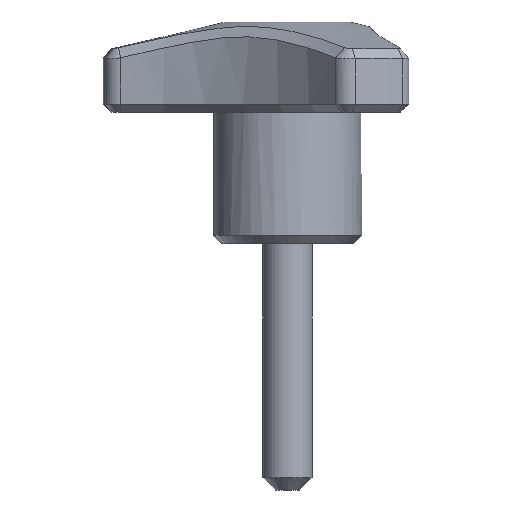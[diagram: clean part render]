
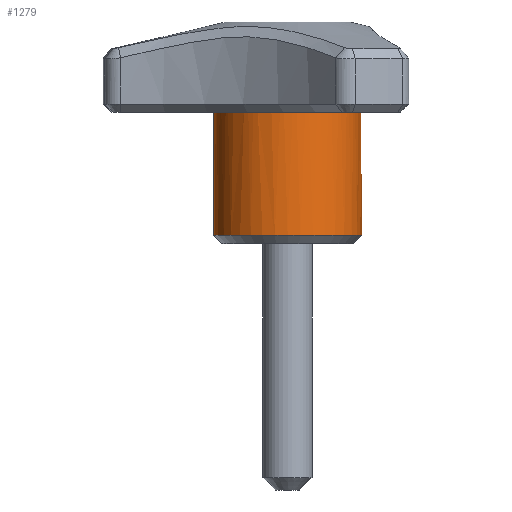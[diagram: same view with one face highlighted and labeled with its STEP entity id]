
A CAD part, left-side view. The second image highlights one B-rep face of the part: STEP entity #1279.
In plain terms, the highlighted cylindrical face has radius 9 mm (diameter 18 mm), a full revolution.
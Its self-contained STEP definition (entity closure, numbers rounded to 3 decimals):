
#83=LINE('',#1796,#119);
#84=LINE('',#1800,#120);
#85=LINE('',#1801,#121);
#86=LINE('',#1805,#122);
#87=LINE('',#1806,#123);
#88=LINE('',#1810,#124);
#119=VECTOR('',#1532,1000.);
#120=VECTOR('',#1535,1000.);
#121=VECTOR('',#1536,1000.);
#122=VECTOR('',#1539,1000.);
#123=VECTOR('',#1540,1000.);
#124=VECTOR('',#1543,1000.);
#153=CYLINDRICAL_SURFACE('',#1374,9.);
#208=ORIENTED_EDGE('',*,*,#466,.T.);
#209=ORIENTED_EDGE('',*,*,#455,.F.);
#210=ORIENTED_EDGE('',*,*,#467,.F.);
#211=ORIENTED_EDGE('',*,*,#468,.T.);
#212=ORIENTED_EDGE('',*,*,#469,.T.);
#213=ORIENTED_EDGE('',*,*,#451,.F.);
#214=ORIENTED_EDGE('',*,*,#470,.F.);
#215=ORIENTED_EDGE('',*,*,#471,.T.);
#216=ORIENTED_EDGE('',*,*,#472,.T.);
#217=ORIENTED_EDGE('',*,*,#447,.F.);
#218=ORIENTED_EDGE('',*,*,#473,.F.);
#219=ORIENTED_EDGE('',*,*,#474,.T.);
#220=ORIENTED_EDGE('',*,*,#475,.T.);
#447=EDGE_CURVE('',#576,#577,#657,.T.);
#451=EDGE_CURVE('',#580,#581,#661,.T.);
#455=EDGE_CURVE('',#584,#585,#665,.T.);
#466=EDGE_CURVE('',#595,#595,#672,.T.);
#467=EDGE_CURVE('',#596,#584,#83,.T.);
#468=EDGE_CURVE('',#596,#597,#673,.T.);
#469=EDGE_CURVE('',#597,#581,#84,.T.);
#470=EDGE_CURVE('',#598,#580,#85,.T.);
#471=EDGE_CURVE('',#598,#599,#674,.T.);
#472=EDGE_CURVE('',#599,#577,#86,.T.);
#473=EDGE_CURVE('',#600,#576,#87,.T.);
#474=EDGE_CURVE('',#600,#601,#675,.T.);
#475=EDGE_CURVE('',#601,#585,#88,.T.);
#576=VERTEX_POINT('',#1753);
#577=VERTEX_POINT('',#1755);
#580=VERTEX_POINT('',#1761);
#581=VERTEX_POINT('',#1763);
#584=VERTEX_POINT('',#1769);
#585=VERTEX_POINT('',#1771);
#595=VERTEX_POINT('',#1795);
#596=VERTEX_POINT('',#1797);
#597=VERTEX_POINT('',#1799);
#598=VERTEX_POINT('',#1802);
#599=VERTEX_POINT('',#1804);
#600=VERTEX_POINT('',#1807);
#601=VERTEX_POINT('',#1809);
#657=CIRCLE('',#1357,9.);
#661=CIRCLE('',#1361,9.);
#665=CIRCLE('',#1365,9.);
#672=CIRCLE('',#1375,9.);
#673=CIRCLE('',#1376,9.);
#674=CIRCLE('',#1377,9.);
#675=CIRCLE('',#1378,9.);
#711=EDGE_LOOP('',(#208));
#712=EDGE_LOOP('',(#209,#210,#211,#212,#213,#214,#215,#216,#217,#218,#219,
#220));
#781=FACE_BOUND('',#711,.T.);
#782=FACE_BOUND('',#712,.T.);
#1279=ADVANCED_FACE('',(#781,#782),#153,.T.);
#1357=AXIS2_PLACEMENT_3D('',#1754,#1490,#1491);
#1361=AXIS2_PLACEMENT_3D('',#1762,#1498,#1499);
#1365=AXIS2_PLACEMENT_3D('',#1770,#1506,#1507);
#1374=AXIS2_PLACEMENT_3D('',#1793,#1528,#1529);
#1375=AXIS2_PLACEMENT_3D('',#1794,#1530,#1531);
#1376=AXIS2_PLACEMENT_3D('',#1798,#1533,#1534);
#1377=AXIS2_PLACEMENT_3D('',#1803,#1537,#1538);
#1378=AXIS2_PLACEMENT_3D('',#1808,#1541,#1542);
#1490=DIRECTION('',(0.,0.,1.));
#1491=DIRECTION('',(1.,0.,0.));
#1498=DIRECTION('',(0.,0.,1.));
#1499=DIRECTION('',(1.,0.,0.));
#1506=DIRECTION('',(0.,0.,1.));
#1507=DIRECTION('',(1.,0.,0.));
#1528=DIRECTION('',(0.,0.,1.));
#1529=DIRECTION('',(1.,0.,0.));
#1530=DIRECTION('',(0.,0.,1.));
#1531=DIRECTION('',(1.,0.,0.));
#1532=DIRECTION('',(0.,0.,-1.));
#1533=DIRECTION('',(0.,0.,-1.));
#1534=DIRECTION('',(0.,-1.,0.));
#1535=DIRECTION('',(0.,0.,-1.));
#1536=DIRECTION('',(0.,0.,-1.));
#1537=DIRECTION('',(0.,0.,-1.));
#1538=DIRECTION('',(0.,1.,0.));
#1539=DIRECTION('',(0.,0.,-1.));
#1540=DIRECTION('',(0.,0.,-1.));
#1541=DIRECTION('',(0.,0.,-1.));
#1542=DIRECTION('',(0.,1.,0.));
#1543=DIRECTION('',(0.,0.,-1.));
#1753=CARTESIAN_POINT('',(-0.998,-8.944,16.));
#1754=CARTESIAN_POINT('',(0.,0.,16.));
#1755=CARTESIAN_POINT('',(0.998,-8.944,16.));
#1761=CARTESIAN_POINT('',(8.245,3.608,16.));
#1762=CARTESIAN_POINT('',(0.,0.,16.));
#1763=CARTESIAN_POINT('',(7.247,5.337,16.));
#1769=CARTESIAN_POINT('',(-7.247,5.337,16.));
#1770=CARTESIAN_POINT('',(0.,0.,16.));
#1771=CARTESIAN_POINT('',(-8.245,3.608,16.));
#1793=CARTESIAN_POINT('',(0.,0.,57.15));
#1794=CARTESIAN_POINT('',(0.,0.,1.));
#1795=CARTESIAN_POINT('',(9.,0.,1.));
#1796=CARTESIAN_POINT('',(-7.247,5.337,23.));
#1797=CARTESIAN_POINT('',(-7.247,5.337,23.));
#1798=CARTESIAN_POINT('',(0.,0.,23.));
#1799=CARTESIAN_POINT('',(7.247,5.337,23.));
#1800=CARTESIAN_POINT('',(7.247,5.337,23.));
#1801=CARTESIAN_POINT('',(8.245,3.608,23.));
#1802=CARTESIAN_POINT('',(8.245,3.608,23.));
#1803=CARTESIAN_POINT('',(0.,0.,23.));
#1804=CARTESIAN_POINT('',(0.998,-8.944,23.));
#1805=CARTESIAN_POINT('',(0.998,-8.944,23.));
#1806=CARTESIAN_POINT('',(-0.998,-8.944,23.));
#1807=CARTESIAN_POINT('',(-0.998,-8.944,23.));
#1808=CARTESIAN_POINT('',(0.,0.,23.));
#1809=CARTESIAN_POINT('',(-8.245,3.608,23.));
#1810=CARTESIAN_POINT('',(-8.245,3.608,23.));
